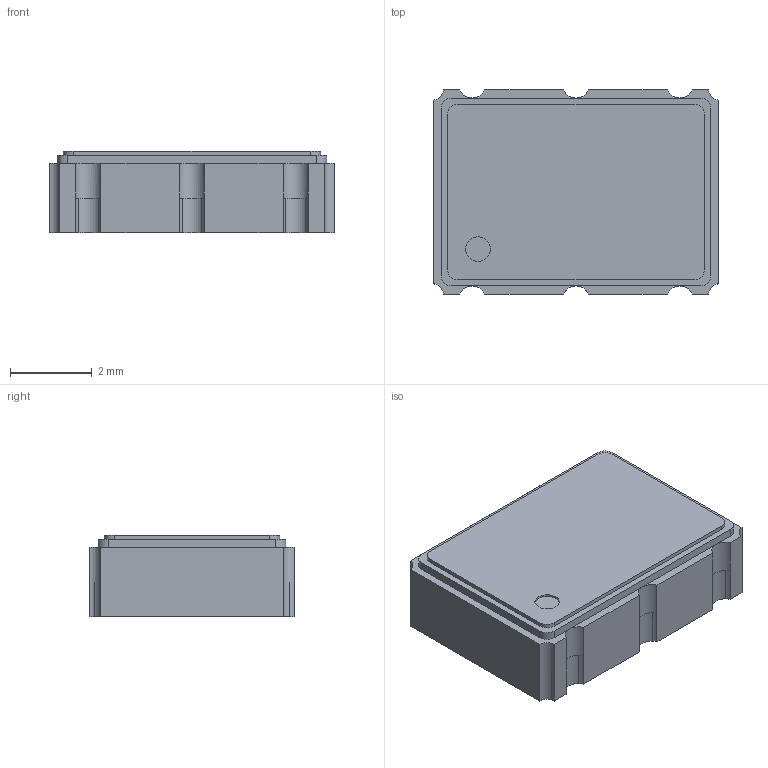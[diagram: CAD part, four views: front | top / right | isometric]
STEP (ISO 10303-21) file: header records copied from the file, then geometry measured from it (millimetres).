
FILE_DESCRIPTION(/* description */ (''),/* implementation_level */ '2;1');
FILE_NAME(/* name */ 'OSCSC254P500X700X190-6N.stp',/* time_stamp */ '2016-04-20T17:30:59+02:00',/* author */ ('riccim'),/* organization */ ('SolidWorks'),/* preprocessor_version */ 'ST-DEVELOPER v15.5',/* originating_system */ 'AutoCAD Mechanical',/* authorisation */ ' ');
FILE_SCHEMA (('AUTOMOTIVE_DESIGN { 1 0 10303 214 3 1 1 }'));
Length unit declared in the file: millimetre
Products named in the file (1): Product
Bounding box: 7 x 5 x 2 mm (x, y, z)
Volume: 67 mm3; surface area: 301.2 mm2
Topology: 9 solids, 9 shells, 140 faces, 351 edges, 230 vertices
Faces by surface type: plane 101, cylinder 39
Full cylindrical faces by diameter (mm): 0.6 x1
Entity records: 4190 total; most frequent: CARTESIAN_POINT 721, DIRECTION 710, ORIENTED_EDGE 700, EDGE_CURVE 350, LINE 272, VECTOR 272, VERTEX_POINT 230, AXIS2_PLACEMENT_3D 219
